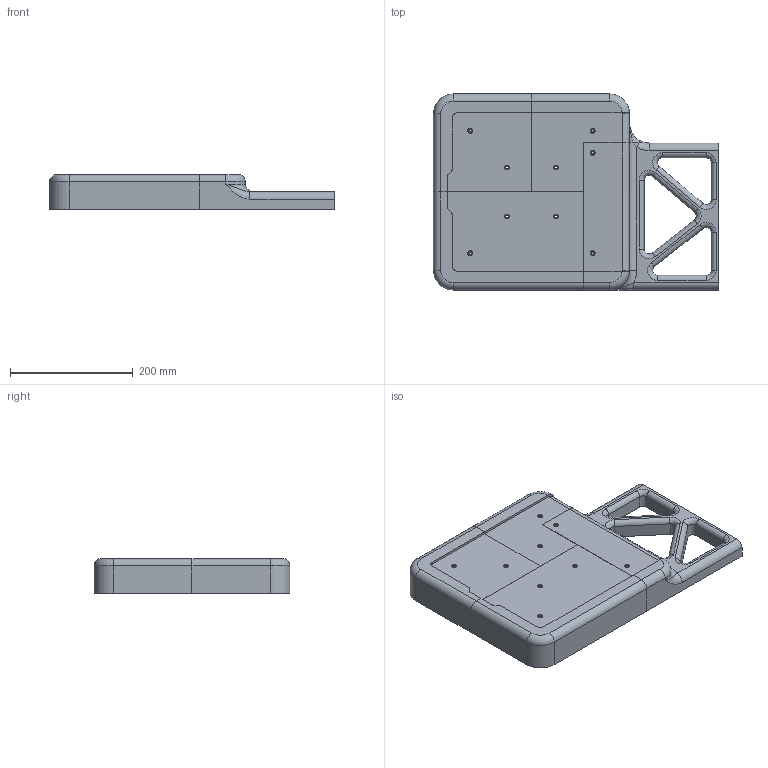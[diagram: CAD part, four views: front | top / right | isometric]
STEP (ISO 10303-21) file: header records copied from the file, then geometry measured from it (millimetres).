
FILE_DESCRIPTION(/* description */ (''),/* implementation_level */ '2;1');
FILE_NAME(/* name */ 'Plate Holder 08192024.step',/* time_stamp */ '2024-08-19T10:42:50-04:00',/* author */ (''),/* organization */ (''),/* preprocessor_version */ 'ST-DEVELOPER v20',/* originating_system */ 'Autodesk Translation Framework v13.14.0.145',/* authorisation */ '');
FILE_SCHEMA (('AUTOMOTIVE_DESIGN { 1 0 10303 214 3 1 1 }'));
Length unit declared in the file: millimetre
Products named in the file (1): Plate Holder
Bounding box: 465.5 x 320 x 57.09 mm (x, y, z)
Volume: 4640872.3 mm3; surface area: 416718 mm2
Topology: 4 solids, 4 shells, 158 faces, 388 edges, 247 vertices
Faces by surface type: plane 74, cylinder 63, torus 18, bspline 3
Full cylindrical faces by diameter (mm): 4.3 x11, 8 x11
Entity records: 4996 total; most frequent: CARTESIAN_POINT 1089, DIRECTION 831, ORIENTED_EDGE 772, EDGE_CURVE 386, AXIS2_PLACEMENT_3D 302, VERTEX_POINT 247, LINE 227, VECTOR 227
